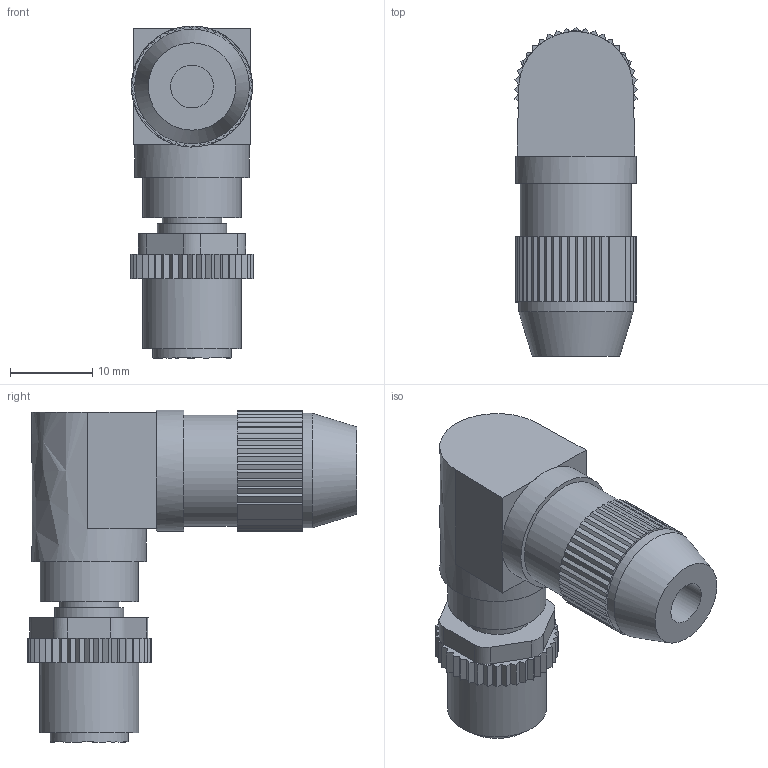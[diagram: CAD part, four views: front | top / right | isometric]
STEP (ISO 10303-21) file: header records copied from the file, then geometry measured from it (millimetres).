
FILE_DESCRIPTION(( 'HARTING HARTING HARTING HARTING HARTING HARTING HARTING HARTING HARTING', 'This Document is valid for Parts No. 21 01 140 5081'),'2;1');
FILE_NAME('MD_21011405081_R412985.stp', '2007-09-13T11:14:46',('ITIS-3'),('HARTING KGaA, D-32339 Espelkamp'), 'I-DEAS Master Series 10','HP-UNIX','Yes');
FILE_SCHEMA(('AUTOMOTIVE_DESIGN { 1 0 10303 214 1 1 1 1 }'));
Length unit declared in the file: millimetre
Products named in the file (1): RSV M12 4polig gewinkelt Stift Murr
Bounding box: 15 x 39.95 x 40.3 mm (x, y, z)
Volume: 8740.2 mm3; surface area: 5076.4 mm2
Topology: 1 solids, 1 shells, 258 faces, 685 edges, 444 vertices
Faces by surface type: bspline 258
Entity records: 7599 total; most frequent: CARTESIAN_POINT 3439, ORIENTED_EDGE 1362, EDGE_CURVE 681, VERTEX_POINT 444, QUASI_UNIFORM_CURVE 335, EDGE_LOOP 283, FACE_OUTER_BOUND 258, ADVANCED_FACE 258
